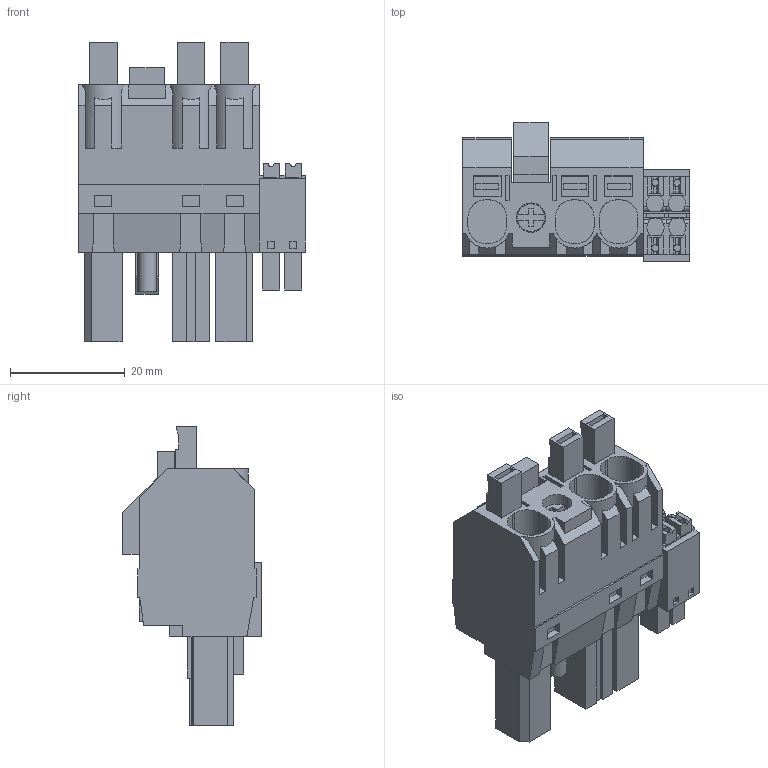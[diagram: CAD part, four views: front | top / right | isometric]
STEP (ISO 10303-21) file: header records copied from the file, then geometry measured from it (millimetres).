
FILE_DESCRIPTION(('CATIA V5 STEP Exchange','CAx-IF Rec.Pracs.--- Model Styling and Organization---1.4--- 2014-01-23'),'2;1');
FILE_NAME ('409059-2_0_2629060000_2629060000.stp','2023-09-07T12:40:57+00:00',('none'),('Weidmueller'),'CATIA Version 5-6 Release 2016 SP3 HF44','CATIA V5 STEP AP214','none');
FILE_SCHEMA(('AUTOMOTIVE_DESIGN { 1 0 10303 214 1 1 1 1 }'));
Length unit declared in the file: millimetre
Products named in the file (1): 2629060000
Bounding box: 39.41 x 24.13 x 52.11 mm (x, y, z)
Volume: 19674.8 mm3; surface area: 11492.6 mm2
Topology: 10 solids, 10 shells, 633 faces, 1726 edges, 1147 vertices
Faces by surface type: plane 572, cylinder 61
Entity records: 19049 total; most frequent: CARTESIAN_POINT 3713, ORIENTED_EDGE 3452, DIRECTION 2608, EDGE_CURVE 1726, VECTOR 1546, LINE 1546, VERTEX_POINT 1147, EDGE_LOOP 677
